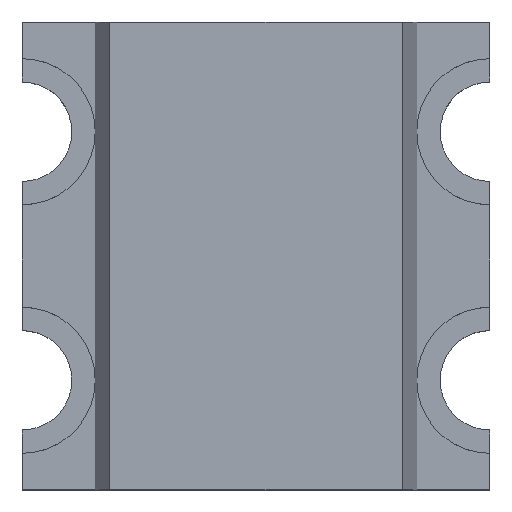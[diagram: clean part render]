
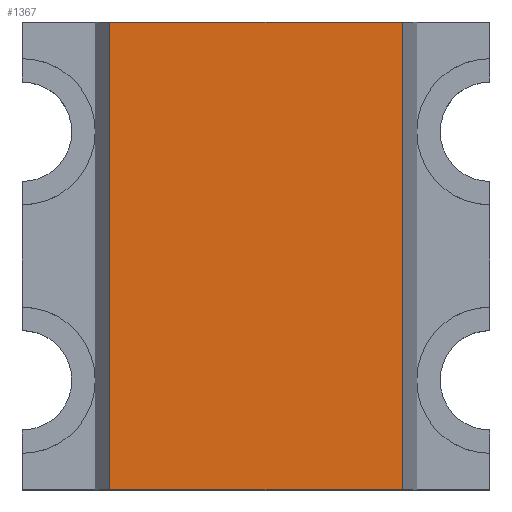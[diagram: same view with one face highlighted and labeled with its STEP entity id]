
A CAD part, top view. The second image highlights one B-rep face of the part: STEP entity #1367.
In plain terms, the highlighted planar face has unit normal (0, 0, 1).
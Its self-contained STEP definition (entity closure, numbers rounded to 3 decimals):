
#71=PLANE('',#1494);
#139=FACE_OUTER_BOUND('',#215,.T.);
#215=EDGE_LOOP('',(#1121,#1122,#1123,#1124));
#338=LINE('',#2124,#506);
#340=LINE('',#2128,#508);
#343=LINE('',#2133,#511);
#344=LINE('',#2135,#512);
#506=VECTOR('',#1723,10.);
#508=VECTOR('',#1727,10.);
#511=VECTOR('',#1732,10.);
#512=VECTOR('',#1735,10.);
#677=VERTEX_POINT('',#2121);
#678=VERTEX_POINT('',#2123);
#679=VERTEX_POINT('',#2127);
#680=VERTEX_POINT('',#2131);
#834=EDGE_CURVE('',#677,#678,#338,.T.);
#836=EDGE_CURVE('',#678,#679,#340,.T.);
#839=EDGE_CURVE('',#677,#680,#343,.T.);
#840=EDGE_CURVE('',#679,#680,#344,.T.);
#1121=ORIENTED_EDGE('',*,*,#834,.F.);
#1122=ORIENTED_EDGE('',*,*,#839,.T.);
#1123=ORIENTED_EDGE('',*,*,#840,.F.);
#1124=ORIENTED_EDGE('',*,*,#836,.F.);
#1367=ADVANCED_FACE('',(#139),#71,.T.);
#1494=AXIS2_PLACEMENT_3D('',#2134,#1733,#1734);
#1723=DIRECTION('',(-1.,0.,0.));
#1727=DIRECTION('',(0.,1.,0.));
#1732=DIRECTION('',(0.,1.,0.));
#1733=DIRECTION('center_axis',(0.,0.,1.));
#1734=DIRECTION('ref_axis',(1.,0.,0.));
#1735=DIRECTION('',(1.,0.,0.));
#2121=CARTESIAN_POINT('',(1.3,0.,0.6));
#2123=CARTESIAN_POINT('',(0.3,0.,0.6));
#2124=CARTESIAN_POINT('',(1.3,0.,0.6));
#2127=CARTESIAN_POINT('',(0.3,1.6,0.6));
#2128=CARTESIAN_POINT('',(0.3,0.,0.6));
#2131=CARTESIAN_POINT('',(1.3,1.6,0.6));
#2133=CARTESIAN_POINT('',(1.3,0.,0.6));
#2134=CARTESIAN_POINT('Origin',(0.3,0.,0.6));
#2135=CARTESIAN_POINT('',(1.3,1.6,0.6));
